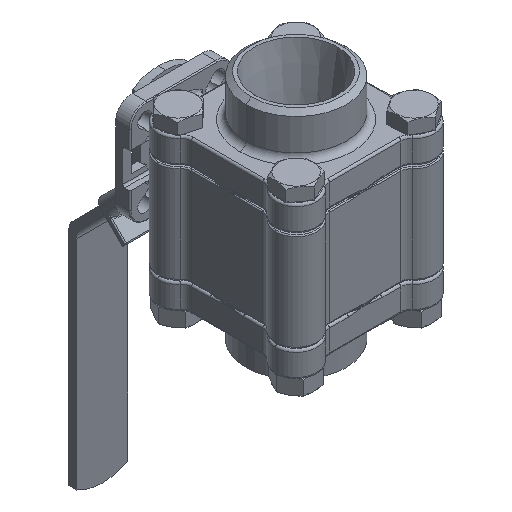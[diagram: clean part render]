
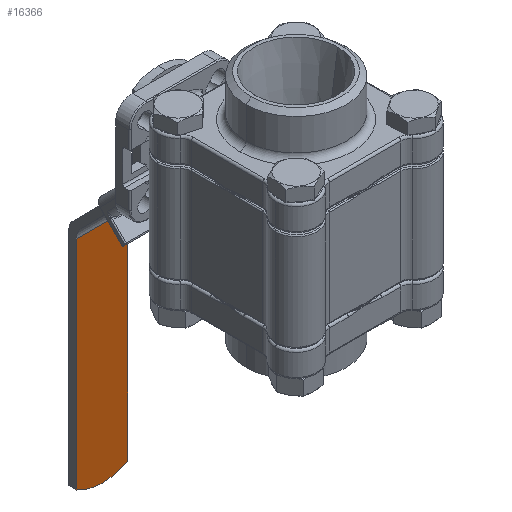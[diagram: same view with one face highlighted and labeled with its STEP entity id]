
A CAD part, isometric view. The second image highlights one B-rep face of the part: STEP entity #16366.
In plain terms, the highlighted planar face has unit normal (0, -1, 0).
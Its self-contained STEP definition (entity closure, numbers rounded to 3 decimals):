
#653 = VERTEX_POINT ( 'NONE', #12258 ) ;
#656 = VERTEX_POINT ( 'NONE', #12252 ) ;
#705 = VERTEX_POINT ( 'NONE', #12349 ) ;
#708 = VERTEX_POINT ( 'NONE', #12343 ) ;
#710 = EDGE_CURVE ( 'NONE', #705, #708, #12342, .T. ) ;
#1592 = EDGE_LOOP ( 'NONE', ( #16367, #16358, #16353, #16355 ) ) ;
#5695 = DIRECTION ( 'NONE',  ( 1., 0., 0. ) ) ;
#5696 = VECTOR ( 'NONE', #5695, 1000. ) ;
#5697 = CARTESIAN_POINT ( 'NONE',  ( 163., 29.1, 12.5 ) ) ;
#5698 = LINE ( 'NONE', #5697, #5696 ) ;
#6032 = DIRECTION ( 'NONE',  ( 0., 0., -1. ) ) ;
#6033 = VECTOR ( 'NONE', #6032, 1000. ) ;
#6034 = CARTESIAN_POINT ( 'NONE',  ( 54.214, 29.1, 12.5 ) ) ;
#6035 = LINE ( 'NONE', #6034, #6033 ) ;
#6427 = DIRECTION ( 'NONE',  ( -1., 0., 0. ) ) ;
#6428 = DIRECTION ( 'NONE',  ( 0., 1., 0. ) ) ;
#6429 = CARTESIAN_POINT ( 'NONE',  ( 163., 29.1, 12.5 ) ) ;
#6430 = AXIS2_PLACEMENT_3D ( 'NONE', #6429, #6428, #6427 ) ;
#6431 = PLANE ( 'NONE',  #6430 ) ;
#6432 = FACE_OUTER_BOUND ( 'NONE', #1592, .T. ) ;
#6438 = DIRECTION ( 'NONE',  ( -1., 0., 0. ) ) ;
#6439 = DIRECTION ( 'NONE',  ( 0., -1., 0. ) ) ;
#6440 = CARTESIAN_POINT ( 'NONE',  ( 138., 29.1, 0. ) ) ;
#6441 = AXIS2_PLACEMENT_3D ( 'NONE', #6440, #6439, #6438 ) ;
#6442 = CIRCLE ( 'NONE', #6441, 25. ) ;
#12252 = CARTESIAN_POINT ( 'NONE',  ( 54.214, 29.1, 12.5 ) ) ;
#12258 = CARTESIAN_POINT ( 'NONE',  ( 159.651, 29.1, 12.5 ) ) ;
#12339 = DIRECTION ( 'NONE',  ( 1., 0., 0. ) ) ;
#12340 = VECTOR ( 'NONE', #12339, 1000. ) ;
#12341 = CARTESIAN_POINT ( 'NONE',  ( 163., 29.1, -12.5 ) ) ;
#12342 = LINE ( 'NONE', #12341, #12340 ) ;
#12343 = CARTESIAN_POINT ( 'NONE',  ( 159.651, 29.1, -12.5 ) ) ;
#12349 = CARTESIAN_POINT ( 'NONE',  ( 54.214, 29.1, -12.5 ) ) ;
#15930 = EDGE_CURVE ( 'NONE', #656, #653, #5698, .T. ) ;
#16131 = EDGE_CURVE ( 'NONE', #656, #705, #6035, .T. ) ;
#16353 = ORIENTED_EDGE ( 'NONE', *, *, #15930, .F. ) ;
#16355 = ORIENTED_EDGE ( 'NONE', *, *, #16131, .T. ) ;
#16358 = ORIENTED_EDGE ( 'NONE', *, *, #16359, .T. ) ;
#16359 = EDGE_CURVE ( 'NONE', #708, #653, #6442, .T. ) ;
#16366 = ADVANCED_FACE ( 'NONE', ( #6432 ), #6431, .F. ) ;
#16367 = ORIENTED_EDGE ( 'NONE', *, *, #710, .T. ) ;
